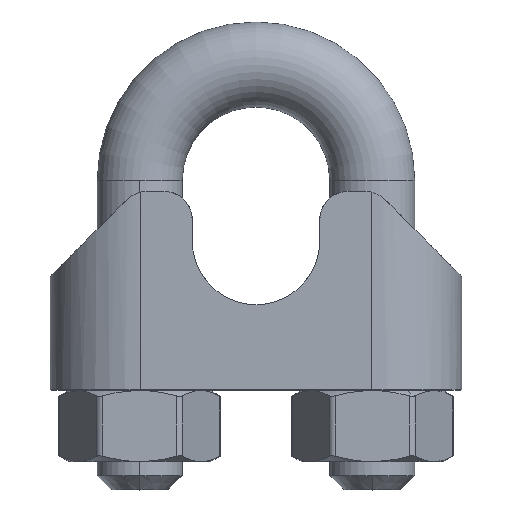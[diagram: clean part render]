
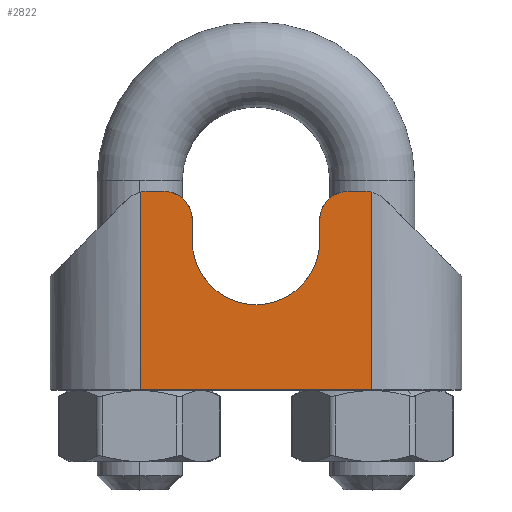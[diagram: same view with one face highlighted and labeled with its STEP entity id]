
A CAD part, top view. The second image highlights one B-rep face of the part: STEP entity #2822.
In plain terms, the highlighted planar face has unit normal (0, 0, 1).
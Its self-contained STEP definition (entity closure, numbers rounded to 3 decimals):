
#181 = VERTEX_POINT ( 'NONE', #7336 ) ;
#685 = EDGE_CURVE ( 'NONE', #14762, #2772, #4902, .T. ) ;
#1008 = VECTOR ( 'NONE', #6967, 1000. ) ;
#1054 = DIRECTION ( 'NONE',  ( 0., 0., 1. ) ) ;
#1061 = ORIENTED_EDGE ( 'NONE', *, *, #1885, .F. ) ;
#1682 = VERTEX_POINT ( 'NONE', #16423 ) ;
#1774 = DIRECTION ( 'NONE',  ( -1., 0., 0. ) ) ;
#1885 = EDGE_CURVE ( 'NONE', #12879, #14762, #5522, .T. ) ;
#2025 = CARTESIAN_POINT ( 'NONE',  ( 8.15, 13.942, 6.35 ) ) ;
#2228 = EDGE_CURVE ( 'NONE', #5550, #7276, #4568, .T. ) ;
#2318 = VERTEX_POINT ( 'NONE', #9217 ) ;
#2408 = CARTESIAN_POINT ( 'NONE',  ( -8.15, 0., 6.35 ) ) ;
#2521 = CARTESIAN_POINT ( 'NONE',  ( 0., 10.5, 6.35 ) ) ;
#2711 = AXIS2_PLACEMENT_3D ( 'NONE', #8669, #13917, #6235 ) ;
#2772 = VERTEX_POINT ( 'NONE', #3780 ) ;
#2822 = ADVANCED_FACE ( 'NONE', ( #10187 ), #15524, .F. ) ;
#3358 = CARTESIAN_POINT ( 'NONE',  ( -6.5, 12., 6.35 ) ) ;
#3780 = CARTESIAN_POINT ( 'NONE',  ( 4.5, 10.5, 6.35 ) ) ;
#3818 = EDGE_CURVE ( 'NONE', #181, #5550, #11564, .T. ) ;
#4136 = CARTESIAN_POINT ( 'NONE',  ( -8.15, 14., 6.35 ) ) ;
#4438 = CARTESIAN_POINT ( 'NONE',  ( -4.5, 12., 6.35 ) ) ;
#4562 = CARTESIAN_POINT ( 'NONE',  ( -7.672, 12., 6.35 ) ) ;
#4568 = LINE ( 'NONE', #16292, #6573 ) ;
#4616 = DIRECTION ( 'NONE',  ( 1., 0., 0. ) ) ;
#4670 = CARTESIAN_POINT ( 'NONE',  ( 8.15, 0., 6.35 ) ) ;
#4825 = ORIENTED_EDGE ( 'NONE', *, *, #13085, .F. ) ;
#4902 = CIRCLE ( 'NONE', #14521, 4.5 ) ;
#4909 = DIRECTION ( 'NONE',  ( 0., 0., 1. ) ) ;
#4937 = VECTOR ( 'NONE', #5056, 1000. ) ;
#5006 = EDGE_CURVE ( 'NONE', #12879, #2318, #8544, .T. ) ;
#5056 = DIRECTION ( 'NONE',  ( 0., -1., 0. ) ) ;
#5071 = DIRECTION ( 'NONE',  ( 1., 0., 0. ) ) ;
#5166 = DIRECTION ( 'NONE',  ( 0., -1., 0. ) ) ;
#5387 = LINE ( 'NONE', #2408, #8775 ) ;
#5522 = LINE ( 'NONE', #11576, #10136 ) ;
#5550 = VERTEX_POINT ( 'NONE', #10581 ) ;
#5947 = ORIENTED_EDGE ( 'NONE', *, *, #5006, .T. ) ;
#6001 = DIRECTION ( 'NONE',  ( 0., 0., 1. ) ) ;
#6195 = CARTESIAN_POINT ( 'NONE',  ( 8.15, 14., 6.35 ) ) ;
#6235 = DIRECTION ( 'NONE',  ( -1., 0., 0. ) ) ;
#6429 = EDGE_CURVE ( 'NONE', #11293, #15526, #10952, .T. ) ;
#6573 = VECTOR ( 'NONE', #16356, 1000. ) ;
#6599 = CARTESIAN_POINT ( 'NONE',  ( -4.5, 10.5, 6.35 ) ) ;
#6638 = DIRECTION ( 'NONE',  ( -1., 0., 0. ) ) ;
#6662 = AXIS2_PLACEMENT_3D ( 'NONE', #3358, #6001, #8382 ) ;
#6906 = DIRECTION ( 'NONE',  ( 0., 0., 1. ) ) ;
#6937 = ORIENTED_EDGE ( 'NONE', *, *, #10768, .F. ) ;
#6967 = DIRECTION ( 'NONE',  ( 1., 0., 0. ) ) ;
#7242 = ORIENTED_EDGE ( 'NONE', *, *, #15425, .F. ) ;
#7276 = VERTEX_POINT ( 'NONE', #11596 ) ;
#7336 = CARTESIAN_POINT ( 'NONE',  ( -7.672, 14., 6.35 ) ) ;
#7453 = VERTEX_POINT ( 'NONE', #9825 ) ;
#7782 = CARTESIAN_POINT ( 'NONE',  ( -8.15, 14., 6.35 ) ) ;
#8382 = DIRECTION ( 'NONE',  ( -1., 0., 0. ) ) ;
#8544 = CIRCLE ( 'NONE', #6662, 2. ) ;
#8669 = CARTESIAN_POINT ( 'NONE',  ( 6.5, 12., 6.35 ) ) ;
#8754 = CARTESIAN_POINT ( 'NONE',  ( 6.5, 14., 6.35 ) ) ;
#8775 = VECTOR ( 'NONE', #5071, 1000. ) ;
#9217 = CARTESIAN_POINT ( 'NONE',  ( -6.5, 14., 6.35 ) ) ;
#9825 = CARTESIAN_POINT ( 'NONE',  ( 7.672, 14., 6.35 ) ) ;
#9827 = DIRECTION ( 'NONE',  ( -1., 0., 0. ) ) ;
#9876 = EDGE_LOOP ( 'NONE', ( #12239, #16216, #7242, #11243, #6937, #11899, #1061, #5947, #4825, #16175, #16002, #9958 ) ) ;
#9958 = ORIENTED_EDGE ( 'NONE', *, *, #15941, .T. ) ;
#10136 = VECTOR ( 'NONE', #5166, 1000. ) ;
#10187 = FACE_OUTER_BOUND ( 'NONE', #9876, .T. ) ;
#10250 = LINE ( 'NONE', #4136, #1008 ) ;
#10581 = CARTESIAN_POINT ( 'NONE',  ( -8.15, 13.942, 6.35 ) ) ;
#10593 = CARTESIAN_POINT ( 'NONE',  ( 7.672, 12., 6.35 ) ) ;
#10733 = AXIS2_PLACEMENT_3D ( 'NONE', #7782, #11886, #6638 ) ;
#10768 = EDGE_CURVE ( 'NONE', #2772, #1682, #16742, .T. ) ;
#10783 = CARTESIAN_POINT ( 'NONE',  ( -8.15, 14., 6.35 ) ) ;
#10835 = CIRCLE ( 'NONE', #2711, 2. ) ;
#10952 = LINE ( 'NONE', #6195, #4937 ) ;
#11243 = ORIENTED_EDGE ( 'NONE', *, *, #13239, .T. ) ;
#11293 = VERTEX_POINT ( 'NONE', #2025 ) ;
#11417 = CARTESIAN_POINT ( 'NONE',  ( 4.5, 14., 6.35 ) ) ;
#11564 = CIRCLE ( 'NONE', #14846, 2. ) ;
#11576 = CARTESIAN_POINT ( 'NONE',  ( -4.5, 10.5, 6.35 ) ) ;
#11596 = CARTESIAN_POINT ( 'NONE',  ( -8.15, 0., 6.35 ) ) ;
#11823 = CIRCLE ( 'NONE', #15107, 2. ) ;
#11886 = DIRECTION ( 'NONE',  ( 0., 0., -1. ) ) ;
#11899 = ORIENTED_EDGE ( 'NONE', *, *, #685, .F. ) ;
#12239 = ORIENTED_EDGE ( 'NONE', *, *, #6429, .F. ) ;
#12276 = VECTOR ( 'NONE', #15488, 1000. ) ;
#12449 = EDGE_CURVE ( 'NONE', #11293, #7453, #11823, .T. ) ;
#12879 = VERTEX_POINT ( 'NONE', #4438 ) ;
#13085 = EDGE_CURVE ( 'NONE', #181, #2318, #10250, .T. ) ;
#13239 = EDGE_CURVE ( 'NONE', #15017, #1682, #10835, .T. ) ;
#13628 = LINE ( 'NONE', #10783, #14858 ) ;
#13887 = DIRECTION ( 'NONE',  ( 1., 0., 0. ) ) ;
#13917 = DIRECTION ( 'NONE',  ( 0., 0., 1. ) ) ;
#14521 = AXIS2_PLACEMENT_3D ( 'NONE', #2521, #4909, #13887 ) ;
#14762 = VERTEX_POINT ( 'NONE', #6599 ) ;
#14846 = AXIS2_PLACEMENT_3D ( 'NONE', #4562, #1054, #9827 ) ;
#14858 = VECTOR ( 'NONE', #4616, 1000. ) ;
#15017 = VERTEX_POINT ( 'NONE', #8754 ) ;
#15107 = AXIS2_PLACEMENT_3D ( 'NONE', #10593, #6906, #1774 ) ;
#15425 = EDGE_CURVE ( 'NONE', #15017, #7453, #13628, .T. ) ;
#15488 = DIRECTION ( 'NONE',  ( 0., 1., 0. ) ) ;
#15524 = PLANE ( 'NONE',  #10733 ) ;
#15526 = VERTEX_POINT ( 'NONE', #4670 ) ;
#15941 = EDGE_CURVE ( 'NONE', #7276, #15526, #5387, .T. ) ;
#16002 = ORIENTED_EDGE ( 'NONE', *, *, #2228, .T. ) ;
#16175 = ORIENTED_EDGE ( 'NONE', *, *, #3818, .T. ) ;
#16216 = ORIENTED_EDGE ( 'NONE', *, *, #12449, .T. ) ;
#16292 = CARTESIAN_POINT ( 'NONE',  ( -8.15, 14., 6.35 ) ) ;
#16356 = DIRECTION ( 'NONE',  ( 0., -1., 0. ) ) ;
#16423 = CARTESIAN_POINT ( 'NONE',  ( 4.5, 12., 6.35 ) ) ;
#16742 = LINE ( 'NONE', #11417, #12276 ) ;
